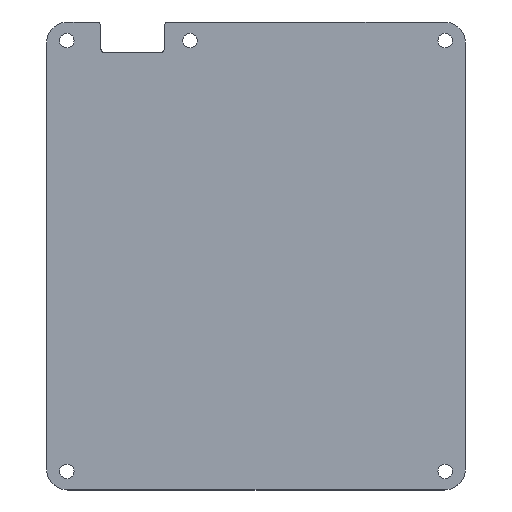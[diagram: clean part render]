
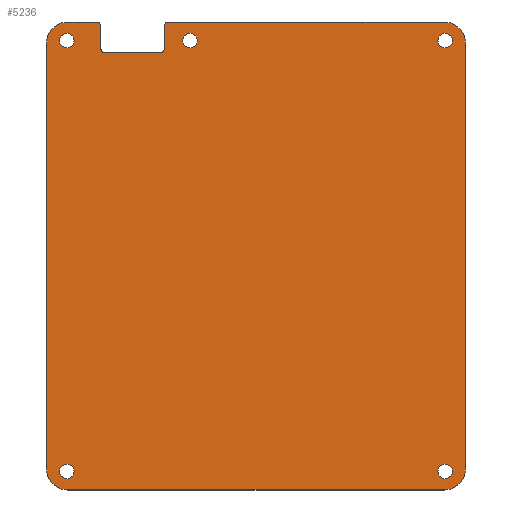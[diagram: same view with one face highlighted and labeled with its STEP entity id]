
A CAD part, top view. The second image highlights one B-rep face of the part: STEP entity #5236.
In plain terms, the highlighted planar face has unit normal (0, 0, 1).
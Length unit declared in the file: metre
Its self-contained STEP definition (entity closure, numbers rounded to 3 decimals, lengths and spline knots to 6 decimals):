
#330=CIRCLE('',#5624,0.0017);
#332=CIRCLE('',#5627,0.0017);
#334=CIRCLE('',#5630,0.0017);
#336=CIRCLE('',#5633,0.0017);
#338=CIRCLE('',#5636,0.0017);
#340=CIRCLE('',#5639,0.001);
#341=CIRCLE('',#5640,0.001);
#342=CIRCLE('',#5641,0.001);
#343=CIRCLE('',#5642,0.001);
#344=CIRCLE('',#5643,0.005);
#345=CIRCLE('',#5644,0.005);
#346=CIRCLE('',#5645,0.005);
#347=CIRCLE('',#5646,0.005);
#496=LINE('',#7724,#846);
#497=LINE('',#7729,#847);
#498=LINE('',#7733,#848);
#499=LINE('',#7737,#849);
#500=LINE('',#7741,#850);
#501=LINE('',#7745,#851);
#502=LINE('',#7749,#852);
#503=LINE('',#7753,#853);
#846=VECTOR('',#6137,1.);
#847=VECTOR('',#6140,1.);
#848=VECTOR('',#6143,1.);
#849=VECTOR('',#6146,1.);
#850=VECTOR('',#6149,1.);
#851=VECTOR('',#6152,1.);
#852=VECTOR('',#6155,1.);
#853=VECTOR('',#6158,1.);
#1396=ORIENTED_EDGE('',*,*,#3052,.T.);
#1397=ORIENTED_EDGE('',*,*,#3050,.F.);
#1398=ORIENTED_EDGE('',*,*,#3048,.F.);
#1399=ORIENTED_EDGE('',*,*,#3046,.F.);
#1400=ORIENTED_EDGE('',*,*,#3056,.T.);
#1401=ORIENTED_EDGE('',*,*,#3057,.T.);
#1402=ORIENTED_EDGE('',*,*,#3058,.T.);
#1403=ORIENTED_EDGE('',*,*,#3059,.T.);
#1404=ORIENTED_EDGE('',*,*,#3060,.T.);
#1405=ORIENTED_EDGE('',*,*,#3061,.T.);
#1406=ORIENTED_EDGE('',*,*,#3062,.T.);
#1407=ORIENTED_EDGE('',*,*,#3063,.T.);
#1408=ORIENTED_EDGE('',*,*,#3064,.T.);
#1409=ORIENTED_EDGE('',*,*,#3065,.T.);
#1410=ORIENTED_EDGE('',*,*,#3066,.F.);
#1411=ORIENTED_EDGE('',*,*,#3067,.T.);
#1412=ORIENTED_EDGE('',*,*,#3068,.F.);
#1413=ORIENTED_EDGE('',*,*,#3069,.T.);
#1414=ORIENTED_EDGE('',*,*,#3070,.T.);
#1415=ORIENTED_EDGE('',*,*,#3071,.T.);
#1416=ORIENTED_EDGE('',*,*,#3054,.T.);
#3046=EDGE_CURVE('',#3876,#3876,#330,.T.);
#3048=EDGE_CURVE('',#3878,#3878,#332,.T.);
#3050=EDGE_CURVE('',#3880,#3880,#334,.T.);
#3052=EDGE_CURVE('',#3882,#3882,#336,.F.);
#3054=EDGE_CURVE('',#3884,#3884,#338,.F.);
#3056=EDGE_CURVE('',#3886,#3887,#496,.T.);
#3057=EDGE_CURVE('',#3887,#3888,#340,.T.);
#3058=EDGE_CURVE('',#3888,#3889,#497,.T.);
#3059=EDGE_CURVE('',#3889,#3890,#341,.F.);
#3060=EDGE_CURVE('',#3890,#3891,#498,.T.);
#3061=EDGE_CURVE('',#3891,#3892,#342,.F.);
#3062=EDGE_CURVE('',#3892,#3893,#499,.T.);
#3063=EDGE_CURVE('',#3893,#3894,#343,.T.);
#3064=EDGE_CURVE('',#3894,#3895,#500,.T.);
#3065=EDGE_CURVE('',#3895,#3896,#344,.T.);
#3066=EDGE_CURVE('',#3897,#3896,#501,.T.);
#3067=EDGE_CURVE('',#3897,#3898,#345,.T.);
#3068=EDGE_CURVE('',#3899,#3898,#502,.T.);
#3069=EDGE_CURVE('',#3899,#3900,#346,.T.);
#3070=EDGE_CURVE('',#3900,#3901,#503,.T.);
#3071=EDGE_CURVE('',#3901,#3886,#347,.T.);
#3876=VERTEX_POINT('',#7700);
#3878=VERTEX_POINT('',#7705);
#3880=VERTEX_POINT('',#7710);
#3882=VERTEX_POINT('',#7715);
#3884=VERTEX_POINT('',#7720);
#3886=VERTEX_POINT('',#7725);
#3887=VERTEX_POINT('',#7726);
#3888=VERTEX_POINT('',#7728);
#3889=VERTEX_POINT('',#7730);
#3890=VERTEX_POINT('',#7732);
#3891=VERTEX_POINT('',#7734);
#3892=VERTEX_POINT('',#7736);
#3893=VERTEX_POINT('',#7738);
#3894=VERTEX_POINT('',#7740);
#3895=VERTEX_POINT('',#7742);
#3896=VERTEX_POINT('',#7744);
#3897=VERTEX_POINT('',#7746);
#3898=VERTEX_POINT('',#7748);
#3899=VERTEX_POINT('',#7750);
#3900=VERTEX_POINT('',#7752);
#3901=VERTEX_POINT('',#7754);
#4506=EDGE_LOOP('',(#1396));
#4507=EDGE_LOOP('',(#1397));
#4508=EDGE_LOOP('',(#1398));
#4509=EDGE_LOOP('',(#1399));
#4510=EDGE_LOOP('',(#1400,#1401,#1402,#1403,#1404,#1405,#1406,#1407,#1408,
#1409,#1410,#1411,#1412,#1413,#1414,#1415));
#4511=EDGE_LOOP('',(#1416));
#4850=FACE_BOUND('',#4506,.T.);
#4851=FACE_BOUND('',#4507,.T.);
#4852=FACE_BOUND('',#4508,.T.);
#4853=FACE_BOUND('',#4509,.T.);
#4854=FACE_BOUND('',#4510,.T.);
#4855=FACE_BOUND('',#4511,.T.);
#5170=PLANE('',#5638);
#5236=ADVANCED_FACE('',(#4850,#4851,#4852,#4853,#4854,#4855),#5170,.T.);
#5624=AXIS2_PLACEMENT_3D('',#7699,#6107,#6108);
#5627=AXIS2_PLACEMENT_3D('',#7704,#6113,#6114);
#5630=AXIS2_PLACEMENT_3D('',#7709,#6119,#6120);
#5633=AXIS2_PLACEMENT_3D('',#7714,#6125,#6126);
#5636=AXIS2_PLACEMENT_3D('',#7719,#6131,#6132);
#5638=AXIS2_PLACEMENT_3D('',#7723,#6135,#6136);
#5639=AXIS2_PLACEMENT_3D('',#7727,#6138,#6139);
#5640=AXIS2_PLACEMENT_3D('',#7731,#6141,#6142);
#5641=AXIS2_PLACEMENT_3D('',#7735,#6144,#6145);
#5642=AXIS2_PLACEMENT_3D('',#7739,#6147,#6148);
#5643=AXIS2_PLACEMENT_3D('',#7743,#6150,#6151);
#5644=AXIS2_PLACEMENT_3D('',#7747,#6153,#6154);
#5645=AXIS2_PLACEMENT_3D('',#7751,#6156,#6157);
#5646=AXIS2_PLACEMENT_3D('',#7755,#6159,#6160);
#6107=DIRECTION('',(0.,0.,1.));
#6108=DIRECTION('',(1.,0.,0.));
#6113=DIRECTION('',(0.,0.,1.));
#6114=DIRECTION('',(1.,0.,0.));
#6119=DIRECTION('',(0.,0.,1.));
#6120=DIRECTION('',(1.,0.,0.));
#6125=DIRECTION('',(0.,0.,1.));
#6126=DIRECTION('',(1.,0.,0.));
#6131=DIRECTION('',(0.,0.,1.));
#6132=DIRECTION('',(1.,0.,0.));
#6135=DIRECTION('',(0.,0.,1.));
#6136=DIRECTION('',(1.,0.,0.));
#6137=DIRECTION('',(-1.,0.,0.));
#6138=DIRECTION('',(0.,0.,1.));
#6139=DIRECTION('',(1.,0.,0.));
#6140=DIRECTION('',(0.,-1.,0.));
#6141=DIRECTION('',(0.,0.,1.));
#6142=DIRECTION('',(1.,0.,0.));
#6143=DIRECTION('',(-1.,0.,0.));
#6144=DIRECTION('',(0.,0.,1.));
#6145=DIRECTION('',(1.,0.,0.));
#6146=DIRECTION('',(0.,1.,0.));
#6147=DIRECTION('',(0.,0.,1.));
#6148=DIRECTION('',(1.,0.,0.));
#6149=DIRECTION('',(-1.,0.,0.));
#6150=DIRECTION('',(0.,0.,1.));
#6151=DIRECTION('',(1.,0.,0.));
#6152=DIRECTION('',(0.,1.,0.));
#6153=DIRECTION('',(0.,0.,1.));
#6154=DIRECTION('',(1.,0.,0.));
#6155=DIRECTION('',(-1.,0.,0.));
#6156=DIRECTION('',(0.,0.,1.));
#6157=DIRECTION('',(1.,0.,0.));
#6158=DIRECTION('',(0.,1.,0.));
#6159=DIRECTION('',(0.,0.,1.));
#6160=DIRECTION('',(1.,0.,0.));
#7699=CARTESIAN_POINT('',(0.046756,-0.12747,-0.004705));
#7700=CARTESIAN_POINT('',(0.048456,-0.12747,-0.004705));
#7704=CARTESIAN_POINT('',(0.07569,-0.02625,-0.004705));
#7705=CARTESIAN_POINT('',(0.07739,-0.02625,-0.004705));
#7709=CARTESIAN_POINT('',(0.13568,-0.02625,-0.004705));
#7710=CARTESIAN_POINT('',(0.13738,-0.02625,-0.004705));
#7714=CARTESIAN_POINT('',(0.046756,-0.02625,-0.004705));
#7715=CARTESIAN_POINT('',(0.048456,-0.02625,-0.004705));
#7719=CARTESIAN_POINT('',(0.13568,-0.12747,-0.004705));
#7720=CARTESIAN_POINT('',(0.13738,-0.12747,-0.004705));
#7723=CARTESIAN_POINT('',(0.091218,-0.07686,-0.004705));
#7724=CARTESIAN_POINT('',(0.091218,-0.021875,-0.004705));
#7725=CARTESIAN_POINT('',(0.13543,-0.021875,-0.004705));
#7726=CARTESIAN_POINT('',(0.07069,-0.021875,-0.004705));
#7727=CARTESIAN_POINT('',(0.07069,-0.022875,-0.004705));
#7728=CARTESIAN_POINT('',(0.06969,-0.022875,-0.004705));
#7729=CARTESIAN_POINT('',(0.06969,-0.07686,-0.004705));
#7730=CARTESIAN_POINT('',(0.06969,-0.02808,-0.004705));
#7731=CARTESIAN_POINT('',(0.06869,-0.02808,-0.004705));
#7732=CARTESIAN_POINT('',(0.06869,-0.02908,-0.004705));
#7733=CARTESIAN_POINT('',(0.091218,-0.02908,-0.004705));
#7734=CARTESIAN_POINT('',(0.05575,-0.02908,-0.004705));
#7735=CARTESIAN_POINT('',(0.05575,-0.02808,-0.004705));
#7736=CARTESIAN_POINT('',(0.05475,-0.02808,-0.004705));
#7737=CARTESIAN_POINT('',(0.05475,-0.07686,-0.004705));
#7738=CARTESIAN_POINT('',(0.05475,-0.022875,-0.004705));
#7739=CARTESIAN_POINT('',(0.05375,-0.022875,-0.004705));
#7740=CARTESIAN_POINT('',(0.05375,-0.021875,-0.004705));
#7741=CARTESIAN_POINT('',(0.091218,-0.021875,-0.004705));
#7742=CARTESIAN_POINT('',(0.047006,-0.021875,-0.004705));
#7743=CARTESIAN_POINT('',(0.047006,-0.026875,-0.004705));
#7744=CARTESIAN_POINT('',(0.042006,-0.026875,-0.004705));
#7745=CARTESIAN_POINT('',(0.042006,-0.07686,-0.004705));
#7746=CARTESIAN_POINT('',(0.042006,-0.126845,-0.004705));
#7747=CARTESIAN_POINT('',(0.047006,-0.126845,-0.004705));
#7748=CARTESIAN_POINT('',(0.047006,-0.131845,-0.004705));
#7749=CARTESIAN_POINT('',(0.091218,-0.131845,-0.004705));
#7750=CARTESIAN_POINT('',(0.13543,-0.131845,-0.004705));
#7751=CARTESIAN_POINT('',(0.13543,-0.126845,-0.004705));
#7752=CARTESIAN_POINT('',(0.14043,-0.126845,-0.004705));
#7753=CARTESIAN_POINT('',(0.14043,-0.07686,-0.004705));
#7754=CARTESIAN_POINT('',(0.14043,-0.026875,-0.004705));
#7755=CARTESIAN_POINT('',(0.13543,-0.026875,-0.004705));
